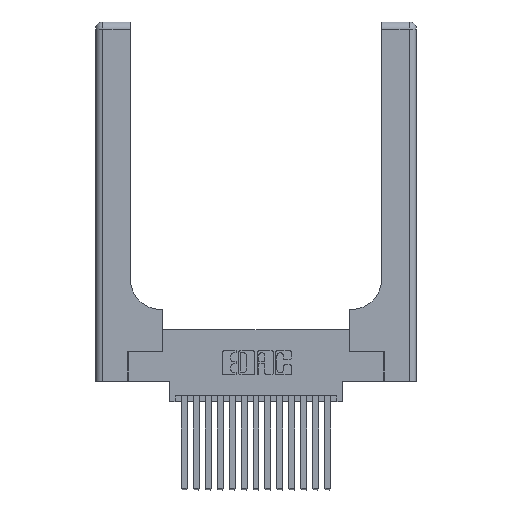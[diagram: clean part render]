
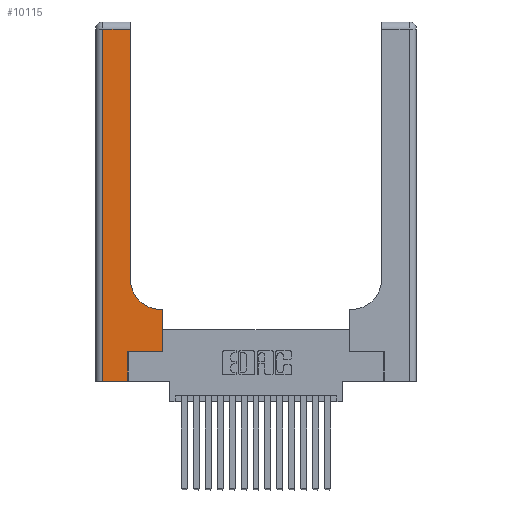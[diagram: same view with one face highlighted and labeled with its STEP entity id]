
A CAD part, top view. The second image highlights one B-rep face of the part: STEP entity #10115.
In plain terms, the highlighted planar face has unit normal (0, 0, 1).
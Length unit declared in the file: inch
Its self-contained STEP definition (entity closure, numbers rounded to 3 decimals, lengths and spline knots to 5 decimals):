
#69 = VERTEX_POINT ( 'NONE', #6436 ) ;
#563 = VECTOR ( 'NONE', #11388, 39.37008 ) ;
#687 = DIRECTION ( 'NONE',  ( 0., -1., 0. ) ) ;
#857 = ORIENTED_EDGE ( 'NONE', *, *, #6944, .T. ) ;
#864 = CARTESIAN_POINT ( 'NONE',  ( 0.06, 2.94, 0.37 ) ) ;
#1208 = ORIENTED_EDGE ( 'NONE', *, *, #12678, .T. ) ;
#1312 = VECTOR ( 'NONE', #9614, 39.37008 ) ;
#1524 = DIRECTION ( 'NONE',  ( 1., 0., 0. ) ) ;
#1788 = DIRECTION ( 'NONE',  ( -1., 0., 0. ) ) ;
#2053 = CIRCLE ( 'NONE', #3857, 0.25 ) ;
#2284 = ORIENTED_EDGE ( 'NONE', *, *, #12598, .T. ) ;
#2438 = CARTESIAN_POINT ( 'NONE',  ( 0.269, 0.25, 0.37 ) ) ;
#2591 = CARTESIAN_POINT ( 'NONE',  ( 0.5585, 0.6, 0.37 ) ) ;
#3467 = CARTESIAN_POINT ( 'NONE',  ( 0.269, 0., 0.37 ) ) ;
#3857 = AXIS2_PLACEMENT_3D ( 'NONE', #19204, #10589, #1524 ) ;
#4094 = CARTESIAN_POINT ( 'NONE',  ( 0., 0., 0.37 ) ) ;
#4779 = FACE_OUTER_BOUND ( 'NONE', #8627, .T. ) ;
#4838 = VERTEX_POINT ( 'NONE', #4925 ) ;
#4893 = ORIENTED_EDGE ( 'NONE', *, *, #17754, .T. ) ;
#4900 = VECTOR ( 'NONE', #7253, 39.37008 ) ;
#4925 = CARTESIAN_POINT ( 'NONE',  ( 0.5585, 0.25, 0.37 ) ) ;
#5020 = VERTEX_POINT ( 'NONE', #13838 ) ;
#5133 = EDGE_CURVE ( 'NONE', #19028, #15362, #16893, .T. ) ;
#5300 = VECTOR ( 'NONE', #11871, 39.37008 ) ;
#5654 = EDGE_CURVE ( 'NONE', #69, #12968, #16876, .T. ) ;
#6436 = CARTESIAN_POINT ( 'NONE',  ( 0.269, 0., 0.37 ) ) ;
#6445 = VERTEX_POINT ( 'NONE', #7087 ) ;
#6748 = CARTESIAN_POINT ( 'NONE',  ( 0., 3., 0.37 ) ) ;
#6944 = EDGE_CURVE ( 'NONE', #12422, #6445, #13213, .T. ) ;
#7087 = CARTESIAN_POINT ( 'NONE',  ( 0.5415, 0.6, 0.37 ) ) ;
#7253 = DIRECTION ( 'NONE',  ( 1., 0., 0. ) ) ;
#7367 = CARTESIAN_POINT ( 'NONE',  ( 0.06, 0., 0.37 ) ) ;
#8366 = EDGE_CURVE ( 'NONE', #4838, #12422, #9379, .T. ) ;
#8627 = EDGE_LOOP ( 'NONE', ( #4893, #1208, #14009, #14190, #13900, #12247, #14486, #857, #2284 ) ) ;
#8987 = LINE ( 'NONE', #4094, #19108 ) ;
#9255 = VECTOR ( 'NONE', #11024, 39.37008 ) ;
#9379 = LINE ( 'NONE', #19059, #5300 ) ;
#9403 = CARTESIAN_POINT ( 'NONE',  ( 0., 2.94, 0.37 ) ) ;
#9614 = DIRECTION ( 'NONE',  ( -1., 0., 0. ) ) ;
#9768 = DIRECTION ( 'NONE',  ( -1., 0., 0. ) ) ;
#9865 = CARTESIAN_POINT ( 'NONE',  ( 0.06, 3., 0.37 ) ) ;
#10115 = ADVANCED_FACE ( 'NONE', ( #4779 ), #15460, .F. ) ;
#10589 = DIRECTION ( 'NONE',  ( 0., 0., -1. ) ) ;
#11024 = DIRECTION ( 'NONE',  ( 0., 1., 0. ) ) ;
#11388 = DIRECTION ( 'NONE',  ( 0., 1., 0. ) ) ;
#11871 = DIRECTION ( 'NONE',  ( 0., 1., 0. ) ) ;
#12114 = VECTOR ( 'NONE', #1788, 39.37008 ) ;
#12131 = LINE ( 'NONE', #18572, #563 ) ;
#12247 = ORIENTED_EDGE ( 'NONE', *, *, #12441, .T. ) ;
#12414 = CARTESIAN_POINT ( 'NONE',  ( 0.2915, 0.6, 0.37 ) ) ;
#12422 = VERTEX_POINT ( 'NONE', #2591 ) ;
#12441 = EDGE_CURVE ( 'NONE', #12968, #4838, #16639, .T. ) ;
#12563 = LINE ( 'NONE', #9403, #12114 ) ;
#12580 = VERTEX_POINT ( 'NONE', #13384 ) ;
#12598 = EDGE_CURVE ( 'NONE', #6445, #12580, #2053, .T. ) ;
#12678 = EDGE_CURVE ( 'NONE', #5020, #19028, #12563, .T. ) ;
#12968 = VERTEX_POINT ( 'NONE', #2438 ) ;
#13213 = LINE ( 'NONE', #12414, #1312 ) ;
#13384 = CARTESIAN_POINT ( 'NONE',  ( 0.2915, 0.85, 0.37 ) ) ;
#13838 = CARTESIAN_POINT ( 'NONE',  ( 0.2915, 2.94, 0.37 ) ) ;
#13900 = ORIENTED_EDGE ( 'NONE', *, *, #5654, .T. ) ;
#14009 = ORIENTED_EDGE ( 'NONE', *, *, #5133, .T. ) ;
#14190 = ORIENTED_EDGE ( 'NONE', *, *, #18466, .T. ) ;
#14486 = ORIENTED_EDGE ( 'NONE', *, *, #8366, .T. ) ;
#14823 = AXIS2_PLACEMENT_3D ( 'NONE', #6748, #18371, #9768 ) ;
#15362 = VERTEX_POINT ( 'NONE', #7367 ) ;
#15460 = PLANE ( 'NONE',  #14823 ) ;
#16639 = LINE ( 'NONE', #18831, #4900 ) ;
#16876 = LINE ( 'NONE', #3467, #9255 ) ;
#16893 = LINE ( 'NONE', #9865, #17334 ) ;
#17334 = VECTOR ( 'NONE', #687, 39.37008 ) ;
#17754 = EDGE_CURVE ( 'NONE', #12580, #5020, #12131, .T. ) ;
#18371 = DIRECTION ( 'NONE',  ( 0., 0., -1. ) ) ;
#18466 = EDGE_CURVE ( 'NONE', #15362, #69, #8987, .T. ) ;
#18572 = CARTESIAN_POINT ( 'NONE',  ( 0.2915, 3., 0.37 ) ) ;
#18803 = DIRECTION ( 'NONE',  ( 1., 0., 0. ) ) ;
#18831 = CARTESIAN_POINT ( 'NONE',  ( 0.269, 0.25, 0.37 ) ) ;
#19028 = VERTEX_POINT ( 'NONE', #864 ) ;
#19059 = CARTESIAN_POINT ( 'NONE',  ( 0.5585, 0.25, 0.37 ) ) ;
#19108 = VECTOR ( 'NONE', #18803, 39.37008 ) ;
#19204 = CARTESIAN_POINT ( 'NONE',  ( 0.5415, 0.85, 0.37 ) ) ;
